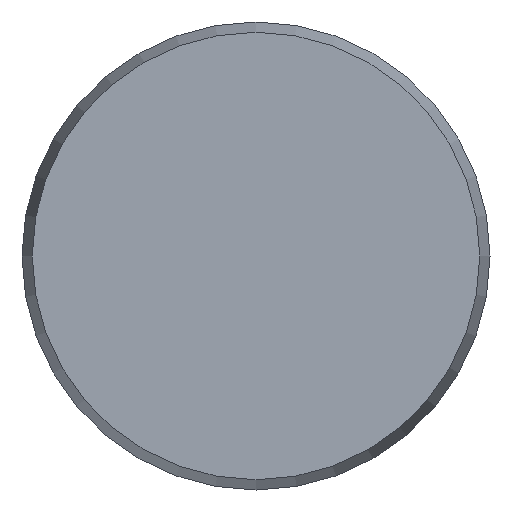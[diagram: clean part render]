
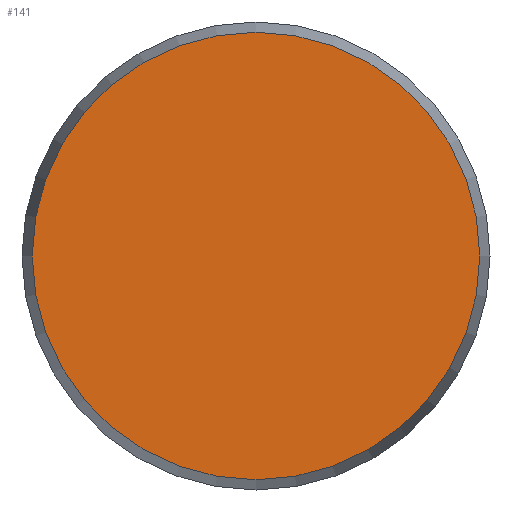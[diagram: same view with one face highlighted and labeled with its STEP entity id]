
A CAD part, front view. The second image highlights one B-rep face of the part: STEP entity #141.
In plain terms, the highlighted planar face has unit normal (0, -1, 0).
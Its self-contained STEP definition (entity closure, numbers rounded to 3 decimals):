
#141 = ADVANCED_FACE( '', ( #302 ), #303, .F. );
#302 = FACE_OUTER_BOUND( '', #475, .T. );
#303 = PLANE( '', #476 );
#475 = EDGE_LOOP( '', ( #846 ) );
#476 = AXIS2_PLACEMENT_3D( '', #847, #848, #849 );
#846 = ORIENTED_EDGE( '', *, *, #1042, .T. );
#847 = CARTESIAN_POINT( '', ( 38.25, 0., 0. ) );
#848 = DIRECTION( '', ( 0., 1., 0. ) );
#849 = DIRECTION( '', ( 0., 0., 1. ) );
#1042 = EDGE_CURVE( '', #1243, #1243, #1244, .T. );
#1243 = VERTEX_POINT( '', #1534 );
#1244 = CIRCLE( '', #1535, 38.25 );
#1534 = CARTESIAN_POINT( '', ( 0., 0., -38.25 ) );
#1535 = AXIS2_PLACEMENT_3D( '', #1839, #1840, #1841 );
#1839 = CARTESIAN_POINT( '', ( 0., 0., 0. ) );
#1840 = DIRECTION( '', ( 0., -1., 0. ) );
#1841 = DIRECTION( '', ( 0., 0., -1. ) );
